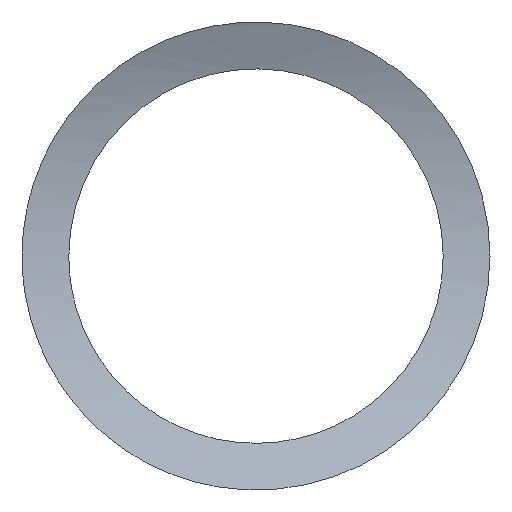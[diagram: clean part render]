
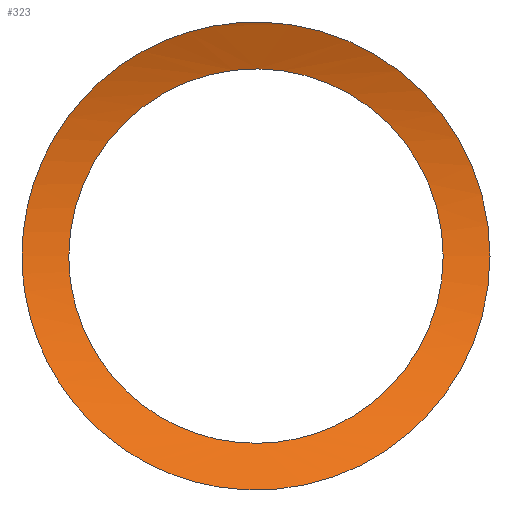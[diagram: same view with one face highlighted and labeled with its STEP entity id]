
A CAD part, front view. The second image highlights one B-rep face of the part: STEP entity #323.
In plain terms, the highlighted cylindrical face has radius 14 mm (diameter 28 mm), a partial arc.
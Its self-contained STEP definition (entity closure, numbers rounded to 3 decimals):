
#160=CARTESIAN_POINT('Control Point',(-1354.99,-309.927,166.273)) ;
#161=CARTESIAN_POINT('Control Point',(-1354.99,-309.807,167.242)) ;
#162=CARTESIAN_POINT('Control Point',(-1355.186,-309.797,168.224)) ;
#163=CARTESIAN_POINT('Control Point',(-1355.589,-309.908,169.145)) ;
#164=CARTESIAN_POINT('Control Point',(-1356.757,-310.289,170.809)) ;
#165=CARTESIAN_POINT('Control Point',(-1358.469,-310.799,171.863)) ;
#166=CARTESIAN_POINT('Control Point',(-1359.464,-311.047,172.218)) ;
#167=CARTESIAN_POINT('Control Point',(-1361.387,-311.361,172.45)) ;
#168=CARTESIAN_POINT('Control Point',(-1363.26,-311.429,171.928)) ;
#169=CARTESIAN_POINT('Control Point',(-1364.051,-311.41,171.542)) ;
#170=CARTESIAN_POINT('Control Point',(-1365.498,-311.327,170.476)) ;
#171=CARTESIAN_POINT('Control Point',(-1366.473,-311.261,168.96)) ;
#172=CARTESIAN_POINT('Control Point',(-1366.819,-311.261,168.089)) ;
#173=CARTESIAN_POINT('Control Point',(-1366.99,-311.32,167.178)) ;
#174=CARTESIAN_POINT('Control Point',(-1366.99,-311.432,166.273)) ;
#175=CARTESIAN_POINT('Vertex',(-1354.99,-309.927,166.273)) ;
#177=CARTESIAN_POINT('Vertex',(-1366.99,-311.432,166.273)) ;
#203=CARTESIAN_POINT('Control Point',(-1354.99,-309.927,166.273)) ;
#204=CARTESIAN_POINT('Control Point',(-1354.99,-310.041,165.345)) ;
#205=CARTESIAN_POINT('Control Point',(-1355.169,-310.256,164.43)) ;
#206=CARTESIAN_POINT('Control Point',(-1355.516,-310.56,163.59)) ;
#207=CARTESIAN_POINT('Control Point',(-1356.212,-311.074,162.498)) ;
#208=CARTESIAN_POINT('Control Point',(-1357.146,-311.615,161.64)) ;
#209=CARTESIAN_POINT('Control Point',(-1357.467,-311.787,161.391)) ;
#210=CARTESIAN_POINT('Control Point',(-1358.41,-312.247,160.78)) ;
#211=CARTESIAN_POINT('Control Point',(-1359.501,-312.635,160.391)) ;
#212=CARTESIAN_POINT('Control Point',(-1360.248,-312.831,160.245)) ;
#213=CARTESIAN_POINT('Control Point',(-1361.905,-313.064,160.201)) ;
#214=CARTESIAN_POINT('Control Point',(-1363.5,-312.93,160.716)) ;
#215=CARTESIAN_POINT('Control Point',(-1364.272,-312.763,161.141)) ;
#216=CARTESIAN_POINT('Control Point',(-1365.624,-312.353,162.228)) ;
#217=CARTESIAN_POINT('Control Point',(-1366.515,-311.903,163.706)) ;
#218=CARTESIAN_POINT('Control Point',(-1366.83,-311.699,164.527)) ;
#219=CARTESIAN_POINT('Control Point',(-1366.99,-311.541,165.397)) ;
#220=CARTESIAN_POINT('Control Point',(-1366.99,-311.432,166.273)) ;
#238=CARTESIAN_POINT('Vertex',(-1368.49,-311.62,166.273)) ;
#245=CARTESIAN_POINT('Vertex',(-1353.49,-309.739,166.273)) ;
#249=CARTESIAN_POINT('Control Point',(-1353.49,-309.739,166.273)) ;
#250=CARTESIAN_POINT('Control Point',(-1353.49,-309.863,165.263)) ;
#251=CARTESIAN_POINT('Control Point',(-1353.66,-310.102,164.267)) ;
#252=CARTESIAN_POINT('Control Point',(-1353.99,-310.443,163.342)) ;
#253=CARTESIAN_POINT('Control Point',(-1354.748,-311.126,161.933)) ;
#254=CARTESIAN_POINT('Control Point',(-1355.803,-311.901,160.802)) ;
#255=CARTESIAN_POINT('Control Point',(-1356.279,-312.223,160.387)) ;
#256=CARTESIAN_POINT('Control Point',(-1357.426,-312.927,159.579)) ;
#257=CARTESIAN_POINT('Control Point',(-1358.774,-313.537,159.041)) ;
#258=CARTESIAN_POINT('Control Point',(-1359.574,-313.821,158.835)) ;
#259=CARTESIAN_POINT('Control Point',(-1361.229,-314.181,158.661)) ;
#260=CARTESIAN_POINT('Control Point',(-1362.903,-314.138,158.951)) ;
#261=CARTESIAN_POINT('Control Point',(-1363.685,-314.016,159.205)) ;
#262=CARTESIAN_POINT('Control Point',(-1365.058,-313.671,159.862)) ;
#263=CARTESIAN_POINT('Control Point',(-1366.199,-313.199,160.81)) ;
#264=CARTESIAN_POINT('Control Point',(-1366.683,-312.966,161.316)) ;
#265=CARTESIAN_POINT('Control Point',(-1367.576,-312.481,162.497)) ;
#266=CARTESIAN_POINT('Control Point',(-1368.164,-312.058,163.88)) ;
#267=CARTESIAN_POINT('Control Point',(-1368.38,-311.868,164.656)) ;
#268=CARTESIAN_POINT('Control Point',(-1368.49,-311.721,165.462)) ;
#269=CARTESIAN_POINT('Control Point',(-1368.49,-311.62,166.273)) ;
#284=CARTESIAN_POINT('Control Point',(-1353.49,-309.739,166.273)) ;
#285=CARTESIAN_POINT('Control Point',(-1353.49,-309.608,167.328)) ;
#286=CARTESIAN_POINT('Control Point',(-1353.676,-309.602,168.399)) ;
#287=CARTESIAN_POINT('Control Point',(-1354.059,-309.731,169.417)) ;
#288=CARTESIAN_POINT('Control Point',(-1354.97,-310.101,170.96)) ;
#289=CARTESIAN_POINT('Control Point',(-1356.247,-310.607,172.148)) ;
#290=CARTESIAN_POINT('Control Point',(-1356.823,-310.824,172.569)) ;
#291=CARTESIAN_POINT('Control Point',(-1357.896,-311.189,173.176)) ;
#292=CARTESIAN_POINT('Control Point',(-1359.08,-311.501,173.554)) ;
#293=CARTESIAN_POINT('Control Point',(-1359.595,-311.619,173.671)) ;
#294=CARTESIAN_POINT('Control Point',(-1361.195,-311.917,173.886)) ;
#295=CARTESIAN_POINT('Control Point',(-1362.842,-312.024,173.668)) ;
#296=CARTESIAN_POINT('Control Point',(-1363.91,-311.99,173.312)) ;
#297=CARTESIAN_POINT('Control Point',(-1366.065,-311.784,172.123)) ;
#298=CARTESIAN_POINT('Control Point',(-1367.599,-311.508,170.183)) ;
#299=CARTESIAN_POINT('Control Point',(-1368.198,-311.415,168.936)) ;
#300=CARTESIAN_POINT('Control Point',(-1368.49,-311.457,167.597)) ;
#301=CARTESIAN_POINT('Control Point',(-1368.49,-311.62,166.273)) ;
#310=CARTESIAN_POINT('Axis2P3D Location',(-1310.917,-318.404,167.963)) ;
#311=DIRECTION('Axis2P3D Direction',(-0.992,-0.124,0.)) ;
#312=DIRECTION('Axis2P3D XDirection',(0.,0.,1.)) ;
#313=AXIS2_PLACEMENT_3D('Cylinder Axis2P3D',#310,#311,#312) ;
#316=ORIENTED_EDGE('',*,*,#270,.F.) ;
#317=ORIENTED_EDGE('',*,*,#302,.T.) ;
#320=ORIENTED_EDGE('',*,*,#179,.F.) ;
#321=ORIENTED_EDGE('',*,*,#221,.T.) ;
#322=FACE_BOUND('',#319,.T.) ;
#323=ADVANCED_FACE('Corps principal',(#318,#322),#314,.F.) ;
#159=B_SPLINE_CURVE_WITH_KNOTS('',5,(#160,#161,#162,#163,#164,#165,#166,#167,#168,#169,#170,#171,#172,#173,#174),.UNSPECIFIED.,.F.,.U.,(6,3,3,3,6),(0.,6.903,14.349,20.428,26.876),.UNSPECIFIED.) ;
#202=B_SPLINE_CURVE_WITH_KNOTS('',5,(#203,#204,#205,#206,#207,#208,#209,#210,#211,#212,#213,#214,#215,#216,#217,#218,#219,#220),.UNSPECIFIED.,.F.,.U.,(6,3,3,3,3,6),(0.,6.609,9.72,15.159,21.341,27.584),.UNSPECIFIED.) ;
#248=B_SPLINE_CURVE_WITH_KNOTS('',5,(#249,#250,#251,#252,#253,#254,#255,#256,#257,#258,#259,#260,#261,#262,#263,#264,#265,#266,#267,#268,#269),.UNSPECIFIED.,.F.,.U.,(6,3,3,3,3,3,6),(0.,7.197,12.177,18.245,24.008,29.176,34.957),.UNSPECIFIED.) ;
#283=B_SPLINE_CURVE_WITH_KNOTS('',5,(#284,#285,#286,#287,#288,#289,#290,#291,#292,#293,#294,#295,#296,#297,#298,#299,#300,#301),.UNSPECIFIED.,.F.,.U.,(6,3,3,3,3,6),(0.,7.519,12.747,16.548,24.3,33.733),.UNSPECIFIED.) ;
#314=CYLINDRICAL_SURFACE('generated cylinder',#313,14.) ;
#179=EDGE_CURVE('',#176,#178,#159,.T.) ;
#221=EDGE_CURVE('',#176,#178,#202,.T.) ;
#270=EDGE_CURVE('',#246,#239,#248,.T.) ;
#302=EDGE_CURVE('',#246,#239,#283,.T.) ;
#315=EDGE_LOOP('',(#316,#317)) ;
#319=EDGE_LOOP('',(#320,#321)) ;
#318=FACE_OUTER_BOUND('',#315,.T.) ;
#176=VERTEX_POINT('',#175) ;
#178=VERTEX_POINT('',#177) ;
#239=VERTEX_POINT('',#238) ;
#246=VERTEX_POINT('',#245) ;
